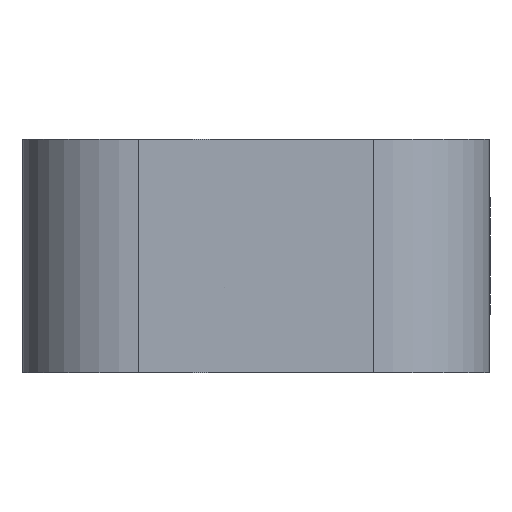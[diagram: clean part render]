
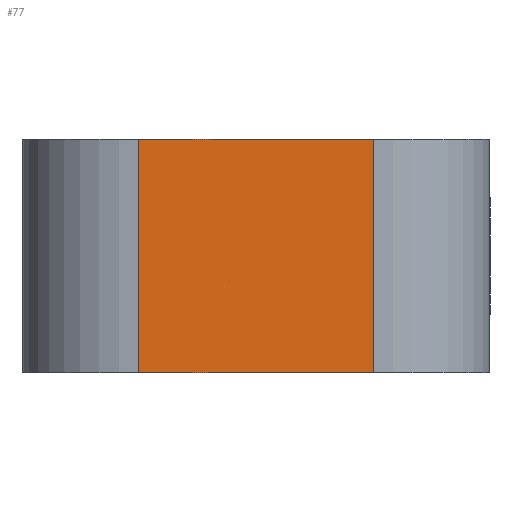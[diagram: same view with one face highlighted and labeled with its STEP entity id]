
A CAD part, left-side view. The second image highlights one B-rep face of the part: STEP entity #77.
In plain terms, the highlighted planar face has unit normal (-1, 0, 0).
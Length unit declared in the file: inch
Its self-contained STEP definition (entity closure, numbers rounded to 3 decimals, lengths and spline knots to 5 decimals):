
#77=ADVANCED_FACE('',(#97),#91,.F.);
#91=PLANE('',#283);
#97=FACE_OUTER_BOUND('',#104,.T.);
#104=EDGE_LOOP('',(#130,#131,#132,#133));
#130=ORIENTED_EDGE('',*,*,#218,.F.);
#131=ORIENTED_EDGE('',*,*,#219,.T.);
#132=ORIENTED_EDGE('',*,*,#220,.T.);
#133=ORIENTED_EDGE('',*,*,#221,.T.);
#194=VERTEX_POINT('',#387);
#195=VERTEX_POINT('',#388);
#196=VERTEX_POINT('',#390);
#197=VERTEX_POINT('',#392);
#218=EDGE_CURVE('',#194,#195,#250,.T.);
#219=EDGE_CURVE('',#194,#196,#251,.T.);
#220=EDGE_CURVE('',#196,#197,#252,.T.);
#221=EDGE_CURVE('',#197,#195,#253,.T.);
#250=LINE('',#386,#266);
#251=LINE('',#389,#267);
#252=LINE('',#391,#268);
#253=LINE('',#393,#269);
#266=VECTOR('',#313,1.);
#267=VECTOR('',#314,1.);
#268=VECTOR('',#315,1.);
#269=VECTOR('',#316,1.);
#283=AXIS2_PLACEMENT_3D('',#394,#317,#318);
#313=DIRECTION('',(0.,-1.,0.));
#314=DIRECTION('',(0.,0.,-1.));
#315=DIRECTION('',(0.,-1.,0.));
#316=DIRECTION('',(0.,0.,1.));
#317=DIRECTION('',(1.,0.,0.));
#318=DIRECTION('',(0.,0.,1.));
#386=CARTESIAN_POINT('',(-1.75,0.5,0.25));
#387=CARTESIAN_POINT('',(-1.75,0.375,0.25));
#388=CARTESIAN_POINT('',(-1.75,0.125,0.25));
#389=CARTESIAN_POINT('',(-1.75,0.375,0.25));
#390=CARTESIAN_POINT('',(-1.75,0.375,0.));
#391=CARTESIAN_POINT('',(-1.75,0.5,0.));
#392=CARTESIAN_POINT('',(-1.75,0.125,0.));
#393=CARTESIAN_POINT('',(-1.75,0.125,0.25));
#394=CARTESIAN_POINT('',(-1.75,0.5,0.25));
